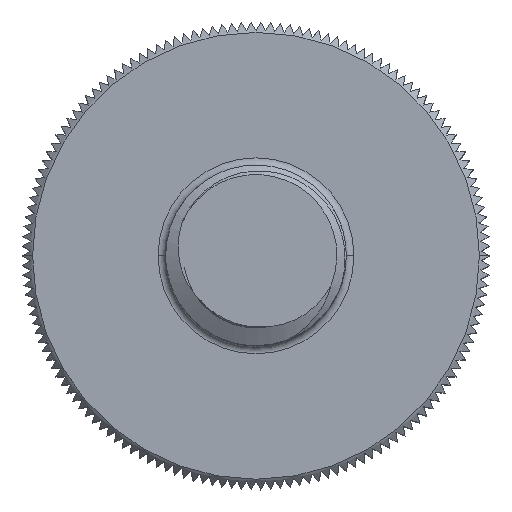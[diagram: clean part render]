
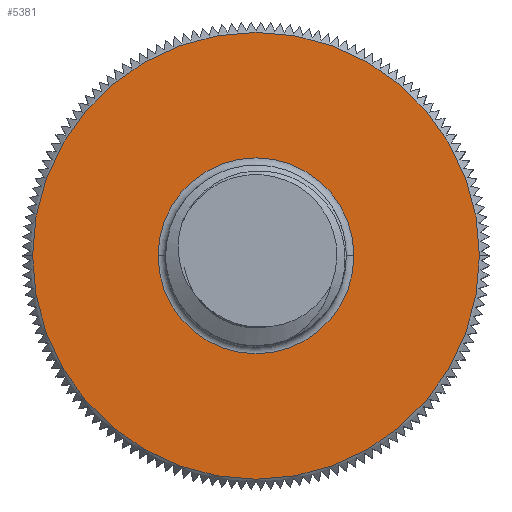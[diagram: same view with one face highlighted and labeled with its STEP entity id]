
A CAD part, top view. The second image highlights one B-rep face of the part: STEP entity #5381.
In plain terms, the highlighted planar face has unit normal (0, 0, 1).
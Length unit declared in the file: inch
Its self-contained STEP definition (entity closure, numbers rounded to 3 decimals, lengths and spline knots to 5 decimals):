
#210 = CIRCLE ( 'NONE', #9861, 0.235 ) ;
#318 = CIRCLE ( 'NONE', #9854, 0.103 ) ;
#657 = CIRCLE ( 'NONE', #9851, 0.235 ) ;
#720 = CIRCLE ( 'NONE', #9826, 0.103 ) ;
#901 = EDGE_LOOP ( 'NONE', ( #6376, #6373 ) ) ;
#933 = EDGE_LOOP ( 'NONE', ( #6381, #6379 ) ) ;
#973 = VERTEX_POINT ( 'NONE', #7671 ) ;
#994 = VERTEX_POINT ( 'NONE', #7582 ) ;
#1018 = VERTEX_POINT ( 'NONE', #7593 ) ;
#1037 = VERTEX_POINT ( 'NONE', #7768 ) ;
#3269 = CARTESIAN_POINT ( 'NONE',  ( 0., 0.25, 0.21875 ) ) ;
#3273 = PLANE ( 'NONE',  #9808 ) ;
#3279 = DIRECTION ( 'NONE',  ( 0., 0., -1. ) ) ;
#3280 = DIRECTION ( 'NONE',  ( -1., 0., 0. ) ) ;
#4609 = DIRECTION ( 'NONE',  ( -1., 0., 0. ) ) ;
#4610 = DIRECTION ( 'NONE',  ( 0., 0., 1. ) ) ;
#4611 = CARTESIAN_POINT ( 'NONE',  ( 0., 0., 0.21875 ) ) ;
#5381 = ADVANCED_FACE ( 'NONE', ( #7200, #7203 ), #3273, .F. ) ;
#6373 = ORIENTED_EDGE ( 'NONE', *, *, #11159, .T. ) ;
#6376 = ORIENTED_EDGE ( 'NONE', *, *, #6661, .T. ) ;
#6379 = ORIENTED_EDGE ( 'NONE', *, *, #11401, .T. ) ;
#6381 = ORIENTED_EDGE ( 'NONE', *, *, #6815, .T. ) ;
#6661 = EDGE_CURVE ( 'NONE', #973, #994, #210, .T. ) ;
#6815 = EDGE_CURVE ( 'NONE', #1018, #1037, #318, .T. ) ;
#7200 = FACE_BOUND ( 'NONE', #933, .T. ) ;
#7203 = FACE_OUTER_BOUND ( 'NONE', #901, .T. ) ;
#7582 = CARTESIAN_POINT ( 'NONE',  ( 0.235, 0., 0.21875 ) ) ;
#7593 = CARTESIAN_POINT ( 'NONE',  ( -0.103, 0., 0.21875 ) ) ;
#7671 = CARTESIAN_POINT ( 'NONE',  ( -0.235, 0., 0.21875 ) ) ;
#7768 = CARTESIAN_POINT ( 'NONE',  ( 0.103, 0., 0.21875 ) ) ;
#8744 = DIRECTION ( 'NONE',  ( -1., 0., 0. ) ) ;
#8745 = DIRECTION ( 'NONE',  ( 0., 0., -1. ) ) ;
#8748 = CARTESIAN_POINT ( 'NONE',  ( 0., 0., 0.21875 ) ) ;
#9808 = AXIS2_PLACEMENT_3D ( 'NONE', #3269, #3279, #3280 ) ;
#9826 = AXIS2_PLACEMENT_3D ( 'NONE', #13001, #13000, #12999 ) ;
#9851 = AXIS2_PLACEMENT_3D ( 'NONE', #9950, #9945, #9942 ) ;
#9854 = AXIS2_PLACEMENT_3D ( 'NONE', #8748, #8745, #8744 ) ;
#9861 = AXIS2_PLACEMENT_3D ( 'NONE', #4611, #4610, #4609 ) ;
#9942 = DIRECTION ( 'NONE',  ( -1., 0., 0. ) ) ;
#9945 = DIRECTION ( 'NONE',  ( 0., 0., 1. ) ) ;
#9950 = CARTESIAN_POINT ( 'NONE',  ( 0., 0., 0.21875 ) ) ;
#11159 = EDGE_CURVE ( 'NONE', #994, #973, #657, .T. ) ;
#11401 = EDGE_CURVE ( 'NONE', #1037, #1018, #720, .T. ) ;
#12999 = DIRECTION ( 'NONE',  ( -1., 0., 0. ) ) ;
#13000 = DIRECTION ( 'NONE',  ( 0., 0., -1. ) ) ;
#13001 = CARTESIAN_POINT ( 'NONE',  ( 0., 0., 0.21875 ) ) ;
